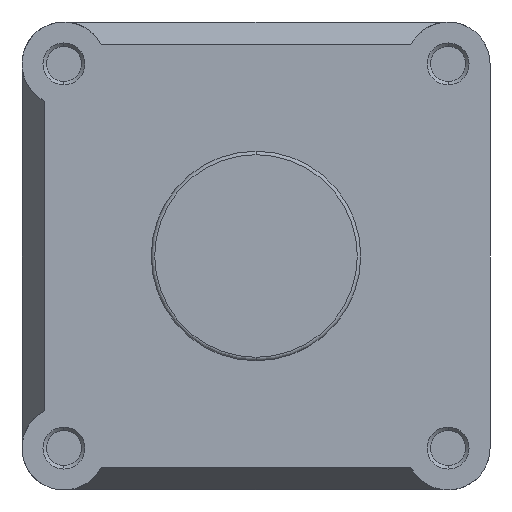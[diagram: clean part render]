
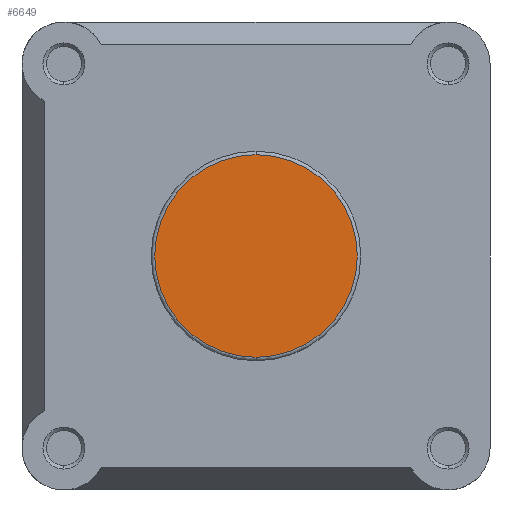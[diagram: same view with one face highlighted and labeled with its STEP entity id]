
A CAD part, left-side view. The second image highlights one B-rep face of the part: STEP entity #6649.
In plain terms, the highlighted planar face has unit normal (-1, 0, 0).
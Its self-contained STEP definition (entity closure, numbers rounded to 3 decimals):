
#14 = ORIENTED_EDGE ( 'NONE', *, *, #5723, .T. ) ;
#15 = ORIENTED_EDGE ( 'NONE', *, *, #5759, .T. ) ;
#908 = CIRCLE ( 'NONE', #6045, 29. ) ;
#958 = CIRCLE ( 'NONE', #6057, 29. ) ;
#1516 = VERTEX_POINT ( 'NONE', #1928 ) ;
#1517 = VERTEX_POINT ( 'NONE', #1929 ) ;
#1928 = CARTESIAN_POINT ( 'NONE',  ( 0., 0., 29. ) ) ;
#1929 = CARTESIAN_POINT ( 'NONE',  ( 0., 0., -29. ) ) ;
#2554 = EDGE_LOOP ( 'NONE', ( #14, #15 ) ) ;
#3406 = FACE_OUTER_BOUND ( 'NONE', #2554, .T. ) ;
#4031 = CARTESIAN_POINT ( 'NONE',  ( 0., 30., 0. ) ) ;
#4032 = PLANE ( 'NONE',  #6257 ) ;
#4033 = DIRECTION ( 'NONE',  ( 1., 0., 0. ) ) ;
#4034 = DIRECTION ( 'NONE',  ( 0., 0., -1. ) ) ;
#5723 = EDGE_CURVE ( 'NONE', #1517, #1516, #908, .T. ) ;
#5759 = EDGE_CURVE ( 'NONE', #1516, #1517, #958, .T. ) ;
#6045 = AXIS2_PLACEMENT_3D ( 'NONE', #6959, #6960, #6961 ) ;
#6057 = AXIS2_PLACEMENT_3D ( 'NONE', #7053, #7055, #7056 ) ;
#6257 = AXIS2_PLACEMENT_3D ( 'NONE', #4031, #4033, #4034 ) ;
#6649 = ADVANCED_FACE ( 'NONE', ( #3406 ), #4032, .F. ) ;
#6959 = CARTESIAN_POINT ( 'NONE',  ( 0., 0., 0. ) ) ;
#6960 = DIRECTION ( 'NONE',  ( -1., 0., 0. ) ) ;
#6961 = DIRECTION ( 'NONE',  ( 0., 0., -1. ) ) ;
#7053 = CARTESIAN_POINT ( 'NONE',  ( 0., 0., 0. ) ) ;
#7055 = DIRECTION ( 'NONE',  ( -1., 0., 0. ) ) ;
#7056 = DIRECTION ( 'NONE',  ( 0., 0., -1. ) ) ;
